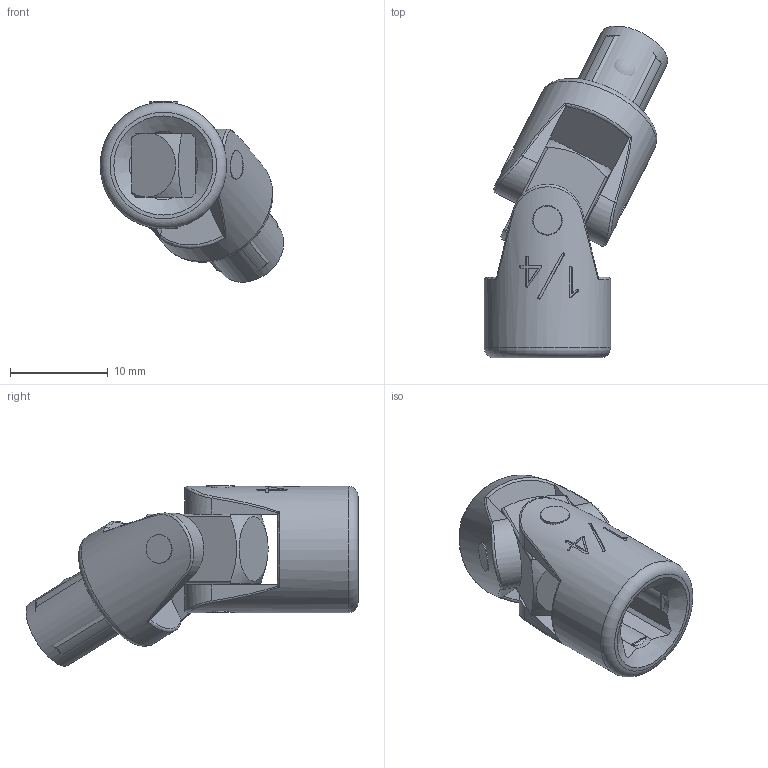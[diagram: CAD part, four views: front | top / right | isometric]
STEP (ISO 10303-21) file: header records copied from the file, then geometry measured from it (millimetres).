
FILE_DESCRIPTION(/* description */ (''),/* implementation_level */ '2;1');
FILE_NAME(/* name */ 'Craftsman Socket U-Joint.stp',/* time_stamp */ '2020-12-28T21:53:10+05:00',/* author */ ('Vikki'),/* organization */ (''),/* preprocessor_version */ 'ST-DEVELOPER v18',/* originating_system */ 'Autodesk Inventor 2020',/* authorisation */ '');
FILE_SCHEMA (('AUTOMOTIVE_DESIGN { 1 0 10303 214 3 1 1 }'));
Length unit declared in the file: inch
Products named in the file (4): Craftsman Socket U-Joint; Craftsman Socket U-Joint Base; Craftsman Socket U-Joint Intermediate Body; Craftsman Socket U-Joint Drive
Assembly tree (3 placements, depth 2):
  Craftsman Socket U-Joint
    Craftsman Socket U-Joint Base
    Craftsman Socket U-Joint Intermediate Body
    Craftsman Socket U-Joint Drive
Bounding box: 18.82 x 34.03 x 18.51 mm (x, y, z)
Volume: 2722.3 mm3; surface area: 2824.5 mm2
Topology: 3 solids, 4 shells, 177 faces, 485 edges, 322 vertices
Faces by surface type: plane 64, bspline 54, cylinder 40, torus 10, cone 8, sphere 1
Full cylindrical faces by diameter (mm): 2.921 x6, 3 x1, 3.048 x2, 7.5 x1, 12.954 x2
Entity records: 8941 total; most frequent: CARTESIAN_POINT 4685, ORIENTED_EDGE 966, DIRECTION 697, EDGE_CURVE 485, VERTEX_POINT 322, AXIS2_PLACEMENT_3D 263, EDGE_LOOP 195, FACE_OUTER_BOUND 177
